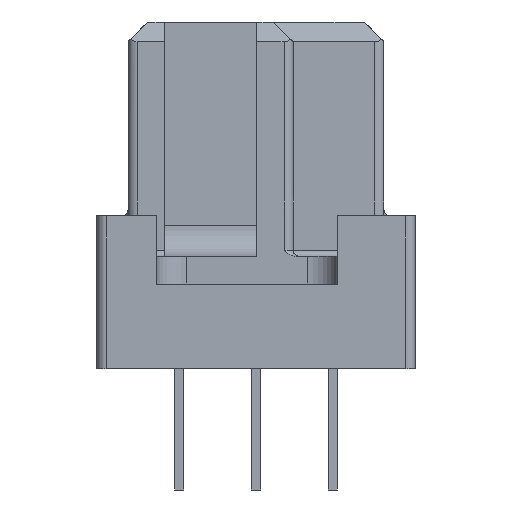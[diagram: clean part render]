
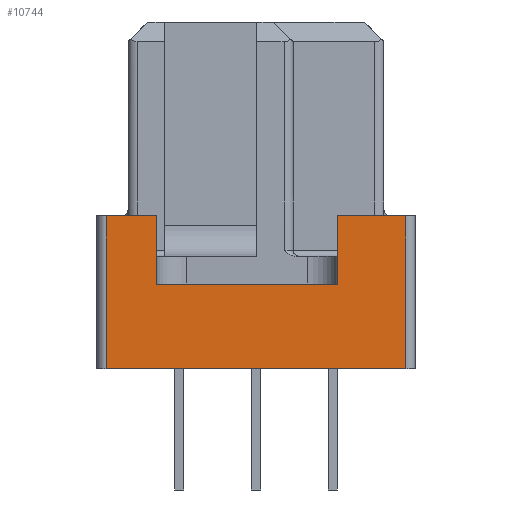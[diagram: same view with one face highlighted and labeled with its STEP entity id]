
A CAD part, front view. The second image highlights one B-rep face of the part: STEP entity #10744.
In plain terms, the highlighted planar face has unit normal (0, -1, 0).
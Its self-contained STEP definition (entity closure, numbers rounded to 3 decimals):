
#676=FACE_OUTER_BOUND($,#1335,.T.);
#1335=EDGE_LOOP($,(#8361,#8362,#8363,#8364,#8365,#8366,#8367,#8368));
#2251=LINE($,#16217,#3593);
#2469=LINE($,#16763,#3811);
#2479=LINE($,#16802,#3821);
#2495=LINE($,#16845,#3837);
#2506=LINE($,#16878,#3848);
#2507=LINE($,#16879,#3849);
#2508=LINE($,#16880,#3850);
#2509=LINE($,#16881,#3851);
#3593=VECTOR($,#13142,2.25);
#3811=VECTOR($,#13522,9.9);
#3821=VECTOR($,#13554,6.);
#3837=VECTOR($,#13588,1.65);
#3848=VECTOR($,#13605,5.05);
#3849=VECTOR($,#13606,5.05);
#3850=VECTOR($,#13607,2.25);
#3851=VECTOR($,#13608,2.25);
#4743=VERTEX_POINT($,#16214);
#4744=VERTEX_POINT($,#16216);
#4980=VERTEX_POINT($,#16761);
#4981=VERTEX_POINT($,#16762);
#4998=VERTEX_POINT($,#16800);
#4999=VERTEX_POINT($,#16801);
#5016=VERTEX_POINT($,#16840);
#5017=VERTEX_POINT($,#16843);
#5911=EDGE_CURVE($,#4743,#4744,#2251,.T.);
#6180=EDGE_CURVE($,#4980,#4981,#2469,.T.);
#6200=EDGE_CURVE($,#4998,#4999,#2479,.T.);
#6222=EDGE_CURVE($,#5017,#5016,#2495,.T.);
#6234=EDGE_CURVE($,#5017,#4981,#2506,.T.);
#6235=EDGE_CURVE($,#4980,#4744,#2507,.T.);
#6236=EDGE_CURVE($,#4743,#4998,#2508,.T.);
#6237=EDGE_CURVE($,#5016,#4999,#2509,.T.);
#8361=ORIENTED_EDGE($,*,*,#6222,.F.);
#8362=ORIENTED_EDGE($,*,*,#6234,.T.);
#8363=ORIENTED_EDGE($,*,*,#6180,.F.);
#8364=ORIENTED_EDGE($,*,*,#6235,.T.);
#8365=ORIENTED_EDGE($,*,*,#5911,.F.);
#8366=ORIENTED_EDGE($,*,*,#6236,.T.);
#8367=ORIENTED_EDGE($,*,*,#6200,.T.);
#8368=ORIENTED_EDGE($,*,*,#6237,.F.);
#10186=PLANE($,#11559);
#10744=ADVANCED_FACE($,(#676),#10186,.F.);
#11559=AXIS2_PLACEMENT_3D($,#16877,#13603,#13604);
#13142=DIRECTION($,(1.,0.,0.));
#13522=DIRECTION($,(-1.,0.,0.));
#13554=DIRECTION($,(-1.,0.,0.));
#13588=DIRECTION($,(1.,0.,0.));
#13603=DIRECTION('center_axis',(0.,1.,0.));
#13604=DIRECTION('ref_axis',(1.,0.,0.));
#13605=DIRECTION($,(0.,0.,-1.));
#13606=DIRECTION($,(0.,0.,1.));
#13607=DIRECTION($,(0.,0.,-1.));
#13608=DIRECTION($,(0.,0.,-1.));
#16214=CARTESIAN_POINT('',(5.24,-46.479,5.05));
#16216=CARTESIAN_POINT('',(7.49,-46.479,5.05));
#16217=CARTESIAN_POINT($,(-2.71,-46.479,5.05));
#16761=CARTESIAN_POINT('',(7.49,-46.479,0.));
#16762=CARTESIAN_POINT('',(-2.41,-46.479,0.));
#16763=CARTESIAN_POINT($,(7.79,-46.479,0.));
#16800=CARTESIAN_POINT('',(5.24,-46.479,2.8));
#16801=CARTESIAN_POINT('',(-0.76,-46.479,2.8));
#16802=CARTESIAN_POINT($,(-0.76,-46.479,2.8));
#16840=CARTESIAN_POINT('',(-0.76,-46.479,5.05));
#16843=CARTESIAN_POINT('',(-2.41,-46.479,5.05));
#16845=CARTESIAN_POINT($,(-2.71,-46.479,5.05));
#16877=CARTESIAN_POINT('Origin',(7.79,-46.479,0.));
#16878=CARTESIAN_POINT($,(-2.41,-46.479,0.));
#16879=CARTESIAN_POINT($,(7.49,-46.479,5.05));
#16880=CARTESIAN_POINT($,(5.24,-46.479,11.45));
#16881=CARTESIAN_POINT($,(-0.76,-46.479,11.45));
